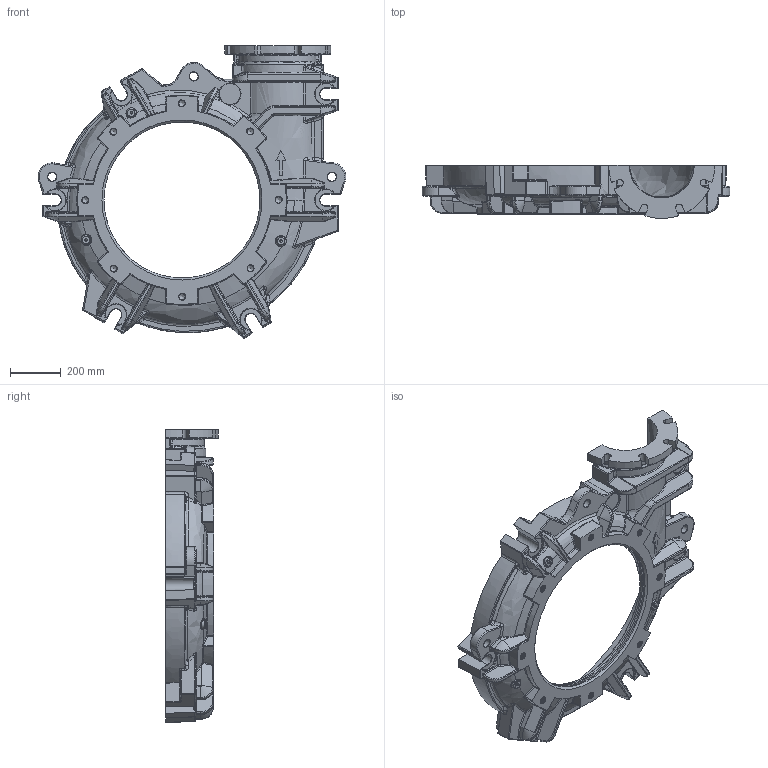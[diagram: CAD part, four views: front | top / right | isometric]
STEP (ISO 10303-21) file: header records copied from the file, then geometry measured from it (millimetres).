
FILE_DESCRIPTION(('FreeCAD Model'),'2;1');
FILE_NAME('Open CASCADE Shape Model','2025-05-09T16:50:24',('FreeCAD'),( 'FreeCAD'),'Open CASCADE STEP processor 7.6','FreeCAD','Unknown');
FILE_SCHEMA(('AUTOMOTIVE_DESIGN { 1 0 10303 214 1 1 1 1 }'));
Products named in the file (1): Open CASCADE STEP translator 7.6 1
Bounding box: 1208.9 x 208.08 x 1150.35 mm (x, y, z)
Volume: 45382479.1 mm3; surface area: 2885149.6 mm2
Topology: 1 solids, 1 shells, 1529 faces, 3877 edges, 2309 vertices
Faces by surface type: bspline 1529
Entity records: 97507 total; most frequent: CARTESIAN_POINT 75915, ORIENTED_EDGE 7644, EDGE_CURVE 3822, B_SPLINE_CURVE_WITH_KNOTS 2392, VERTEX_POINT 2309, FACE_BOUND 1551, EDGE_LOOP 1551, ADVANCED_FACE 1529
